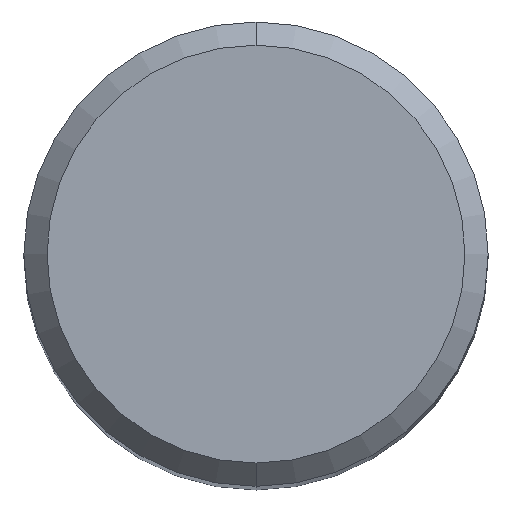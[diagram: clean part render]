
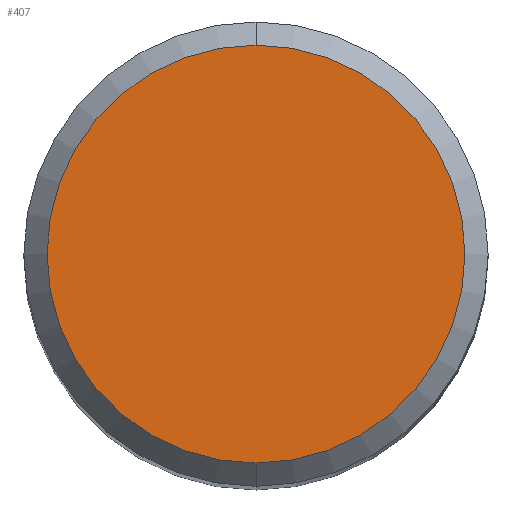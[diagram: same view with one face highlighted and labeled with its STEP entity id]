
A CAD part, top view. The second image highlights one B-rep face of the part: STEP entity #407.
In plain terms, the highlighted planar face has unit normal (0, 0, 1).
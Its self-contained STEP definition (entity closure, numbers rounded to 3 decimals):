
#185=VERTEX_POINT('',#492);
#255=EDGE_CURVE('',#185,#433,#569,.T.);
#345=EDGE_CURVE('',#433,#185,#669,.T.);
#407=ADVANCED_FACE('',(#740),#741,.T.);
#433=VERTEX_POINT('',#769);
#492=CARTESIAN_POINT('',(0.0,4.5,0.0));
#569=CIRCLE('',#1000,4.5);
#669=CIRCLE('',#1168,4.5);
#740=FACE_OUTER_BOUND('',#1339,.T.);
#741=PLANE('',#1340);
#769=CARTESIAN_POINT('',(0.,-4.5,0.0));
#1000=AXIS2_PLACEMENT_3D('',#1566,#1567,#1568);
#1168=AXIS2_PLACEMENT_3D('',#1693,#1694,#1695);
#1339=EDGE_LOOP('',(#1783,#1784));
#1340=AXIS2_PLACEMENT_3D('',#1785,#1786,#1787);
#1566=CARTESIAN_POINT('',(0.0,0.0,0.0));
#1567=DIRECTION('',(0.0,0.0,-1.0));
#1568=DIRECTION('',(0.0,1.0,0.0));
#1693=CARTESIAN_POINT('',(0.0,0.0,0.0));
#1694=DIRECTION('',(0.0,0.0,-1.0));
#1695=DIRECTION('',(0.0,1.0,0.0));
#1783=ORIENTED_EDGE('',*,*,#255,.F.);
#1784=ORIENTED_EDGE('',*,*,#345,.F.);
#1785=CARTESIAN_POINT('',(0.0,2.25,0.0));
#1786=DIRECTION('',(-0.0,0.0,1.0));
#1787=DIRECTION('',(0.0,-1.0,0.0));
